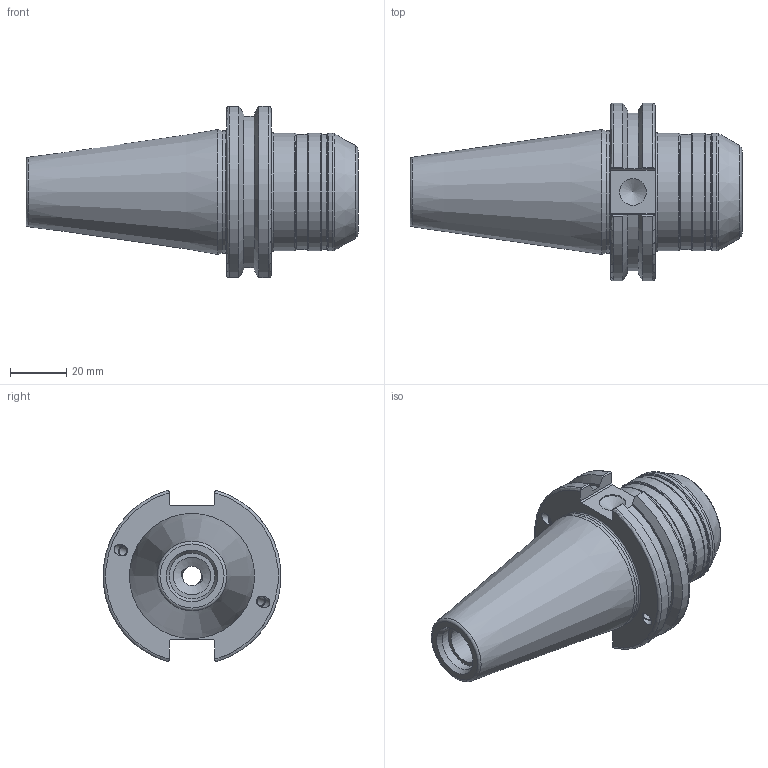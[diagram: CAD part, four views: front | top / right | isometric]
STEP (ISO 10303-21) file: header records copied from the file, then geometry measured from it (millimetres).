
FILE_DESCRIPTION(/* description */ (''),/* implementation_level */ '2;1');
FILE_NAME(/* name */ 'WK100SNR.stp',/* time_stamp */ '2024-12-26T16:38:24+09:00',/* author */ ('eos'),/* organization */ (''),/* preprocessor_version */ 'ST-DEVELOPER v20',/* originating_system */ 'Autodesk Inventor 2025',/* authorisation */ '');
FILE_SCHEMA (('AUTOMOTIVE_DESIGN { 1 0 10303 214 3 1 1 }'));
Length unit declared in the file: millimetre
Products named in the file (1): CAT50
Bounding box: 118.25 x 63.26 x 61.09 mm (x, y, z)
Volume: 138856.8 mm3; surface area: 25502.4 mm2
Topology: 1 solids, 1 shells, 96 faces, 262 edges, 171 vertices
Faces by surface type: plane 33, cylinder 30, torus 17, cone 16
Full cylindrical faces by diameter (mm): 3.242 x8, 4 x4, 6.917 x1, 9.525 x1, 12 x1, 12.6 x1, 13.386 x1, 16.3 x1, 41 x2, 42 x3, 43.6 x1
Entity records: 3271 total; most frequent: CARTESIAN_POINT 755, DIRECTION 544, ORIENTED_EDGE 518, EDGE_CURVE 259, AXIS2_PLACEMENT_3D 226, VERTEX_POINT 171, EDGE_LOOP 112, CIRCLE 109
